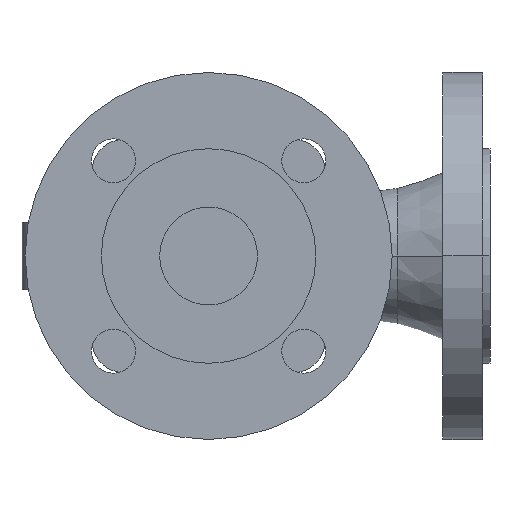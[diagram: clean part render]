
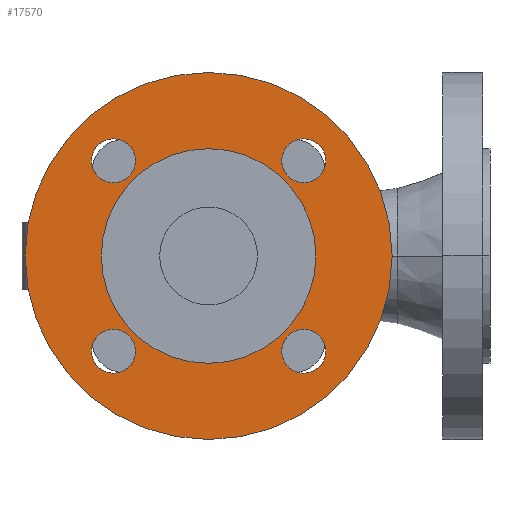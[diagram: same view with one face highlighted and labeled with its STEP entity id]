
A CAD part, front view. The second image highlights one B-rep face of the part: STEP entity #17570.
In plain terms, the highlighted planar face has unit normal (0, -1, 0).
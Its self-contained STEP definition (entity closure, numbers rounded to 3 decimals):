
#2240=CARTESIAN_POINT('',(43.85,3.,0.));
#2250=VERTEX_POINT('',#2240);
#2330=CARTESIAN_POINT('',(-43.85,3.,0.));
#2340=VERTEX_POINT('',#2330);
#2370=CARTESIAN_POINT('',(0.,3.,0.));
#2380=DIRECTION('',(0.,-1.,-0.));
#2390=DIRECTION('',(-1.,0.,0.));
#2400=AXIS2_PLACEMENT_3D('',#2370,#2380,#2390);
#2410=CIRCLE('',#2400,43.85);
#2420=EDGE_CURVE('',#2250,#2340,#2410,.T.);
#2560=CARTESIAN_POINT('',(-75.,3.,0.));
#2570=VERTEX_POINT('',#2560);
#2750=CARTESIAN_POINT('',(75.,3.,0.));
#2760=VERTEX_POINT('',#2750);
#2790=CARTESIAN_POINT('',(0.,3.,0.));
#2800=DIRECTION('',(0.,-1.,-0.));
#2810=DIRECTION('',(-1.,0.,0.));
#2820=AXIS2_PLACEMENT_3D('',#2790,#2800,#2810);
#2830=CIRCLE('',#2820,75.);
#2840=EDGE_CURVE('',#2760,#2570,#2830,.T.);
#10400=CARTESIAN_POINT('',(47.891,3.,-38.891));
#10410=VERTEX_POINT('',#10400);
#10570=CARTESIAN_POINT('',(29.891,3.,-38.891));
#10580=VERTEX_POINT('',#10570);
#10610=CARTESIAN_POINT('',(38.891,3.,-38.891));
#10620=DIRECTION('',(-0.,1.,0.));
#10630=DIRECTION('',(1.,0.,0.));
#10640=AXIS2_PLACEMENT_3D('',#10610,#10620,#10630);
#10650=CIRCLE('',#10640,9.);
#10660=EDGE_CURVE('',#10580,#10410,#10650,.T.);
#10820=CARTESIAN_POINT('',(47.891,3.,38.891));
#10830=VERTEX_POINT('',#10820);
#10860=CARTESIAN_POINT('',(38.891,3.,38.891));
#10870=DIRECTION('',(-0.,1.,0.));
#10880=DIRECTION('',(1.,0.,0.));
#10890=AXIS2_PLACEMENT_3D('',#10860,#10870,#10880);
#10900=CIRCLE('',#10890,9.);
#10910=CARTESIAN_POINT('',(29.891,3.,38.891));
#10920=VERTEX_POINT('',#10910);
#10930=EDGE_CURVE('',#10830,#10920,#10900,.T.);
#11240=CARTESIAN_POINT('',(-29.891,3.,38.891));
#11250=VERTEX_POINT('',#11240);
#11280=CARTESIAN_POINT('',(-38.891,3.,38.891));
#11290=DIRECTION('',(-0.,1.,0.));
#11300=DIRECTION('',(1.,0.,0.));
#11310=AXIS2_PLACEMENT_3D('',#11280,#11290,#11300);
#11320=CIRCLE('',#11310,9.);
#11330=CARTESIAN_POINT('',(-47.891,3.,38.891));
#11340=VERTEX_POINT('',#11330);
#11350=EDGE_CURVE('',#11250,#11340,#11320,.T.);
#11660=CARTESIAN_POINT('',(-29.891,3.,-38.891));
#11670=VERTEX_POINT('',#11660);
#11700=CARTESIAN_POINT('',(-38.891,3.,-38.891));
#11710=DIRECTION('',(-0.,1.,0.));
#11720=DIRECTION('',(1.,0.,0.));
#11730=AXIS2_PLACEMENT_3D('',#11700,#11710,#11720);
#11740=CIRCLE('',#11730,9.);
#11750=CARTESIAN_POINT('',(-47.891,3.,-38.891));
#11760=VERTEX_POINT('',#11750);
#11770=EDGE_CURVE('',#11670,#11760,#11740,.T.);
#17220=CARTESIAN_POINT('',(-59.425,3.,0.));
#17230=DIRECTION('',(0.,-1.,-0.));
#17240=DIRECTION('',(-1.,0.,0.));
#17250=AXIS2_PLACEMENT_3D('',#17220,#17230,#17240);
#17260=PLANE('',#17250);
#17270=ORIENTED_EDGE('',*,*,#11770,.T.);
#17280=EDGE_CURVE('',#11760,#11670,#11740,.T.);
#17290=ORIENTED_EDGE('',*,*,#17280,.T.);
#17300=EDGE_LOOP('',(#17290,#17270));
#17310=FACE_BOUND('',#17300,.T.);
#17320=ORIENTED_EDGE('',*,*,#11350,.T.);
#17330=EDGE_CURVE('',#11340,#11250,#11320,.T.);
#17340=ORIENTED_EDGE('',*,*,#17330,.T.);
#17350=EDGE_LOOP('',(#17340,#17320));
#17360=FACE_BOUND('',#17350,.T.);
#17370=EDGE_CURVE('',#10920,#10830,#10900,.T.);
#17380=ORIENTED_EDGE('',*,*,#17370,.T.);
#17390=ORIENTED_EDGE('',*,*,#10930,.T.);
#17400=EDGE_LOOP('',(#17390,#17380));
#17410=FACE_BOUND('',#17400,.T.);
#17420=EDGE_CURVE('',#10410,#10580,#10650,.T.);
#17430=ORIENTED_EDGE('',*,*,#17420,.T.);
#17440=ORIENTED_EDGE('',*,*,#10660,.T.);
#17450=EDGE_LOOP('',(#17440,#17430));
#17460=FACE_BOUND('',#17450,.T.);
#17470=EDGE_CURVE('',#2340,#2250,#2410,.T.);
#17480=ORIENTED_EDGE('',*,*,#17470,.F.);
#17490=ORIENTED_EDGE('',*,*,#2420,.F.);
#17500=EDGE_LOOP('',(#17490,#17480));
#17510=FACE_BOUND('',#17500,.T.);
#17520=EDGE_CURVE('',#2570,#2760,#2830,.T.);
#17530=ORIENTED_EDGE('',*,*,#17520,.T.);
#17540=ORIENTED_EDGE('',*,*,#2840,.T.);
#17550=EDGE_LOOP('',(#17540,#17530));
#17560=FACE_OUTER_BOUND('',#17550,.T.);
#17570=ADVANCED_FACE('',(#17310,#17360,#17410,#17460,#17510,#17560),
#17260,.T.);
